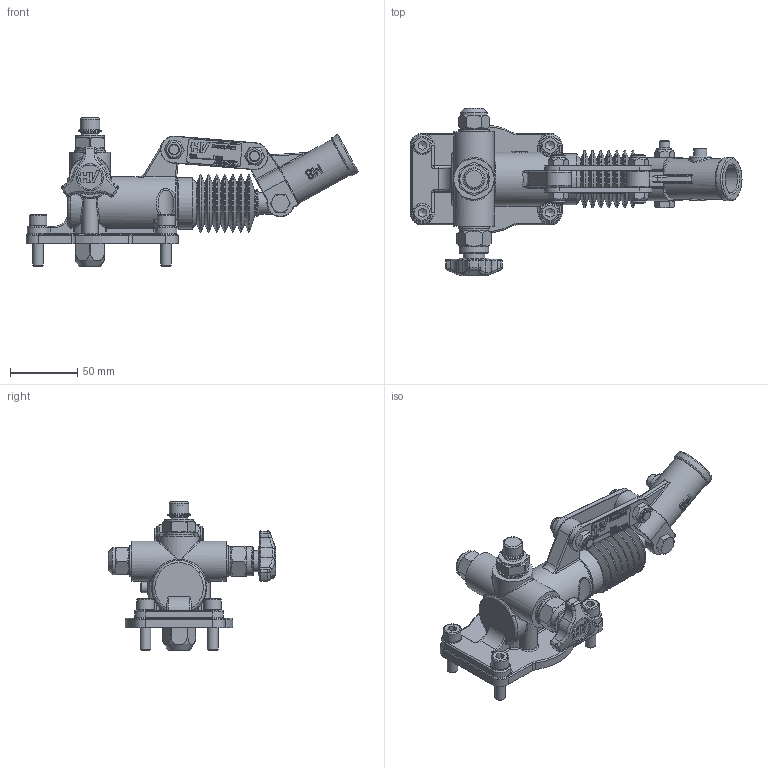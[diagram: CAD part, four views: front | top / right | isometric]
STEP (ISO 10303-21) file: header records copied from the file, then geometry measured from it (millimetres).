
FILE_DESCRIPTION((''),'2;1');
FILE_NAME('6066.0038.00.50_STEP.stp','2020-01-27T11:13:29',('Administrator'),(''),'Autodesk Inventor 2013','Autodesk Inventor 2013','');
FILE_SCHEMA(('CONFIG_CONTROL_DESIGN'));
Length unit declared in the file: millimetre
Products named in the file (1): 6066.0038.00
Bounding box: 246.63 x 124.22 x 110 mm (x, y, z)
Volume: 264978 mm3; surface area: 117985.1 mm2
Topology: 13 solids, 13 shells, 1528 faces, 3759 edges, 2334 vertices
Faces by surface type: plane 663, cylinder 303, bspline 223, torus 176, cone 132, sphere 31
Full cylindrical faces by diameter (mm): 5 x4, 6 x1, 8 x20, 8.5 x4, 9.5 x2, 10 x1, 11.05 x5, 11.6 x1, 12 x4, 13 x4, 13.5 x1, 14 x4, 14.5 x1, 14.95 x1, 16 x2, 16.5 x1, 17 x1, 18 x2, 20 x5, 20.5 x3, 21 x2, 21.8 x2, 22 x2, 23 x4, 27 x8, 30 x4, 32 x1, 38.004 x1
Entity records: 48001 total; most frequent: CARTESIAN_POINT 13203, ORIENTED_EDGE 6856, DIRECTION 6402, EDGE_CURVE 3428, AXIS2_PLACEMENT_3D 2344, VERTEX_POINT 2255, EDGE_LOOP 1893, VECTOR 1714
